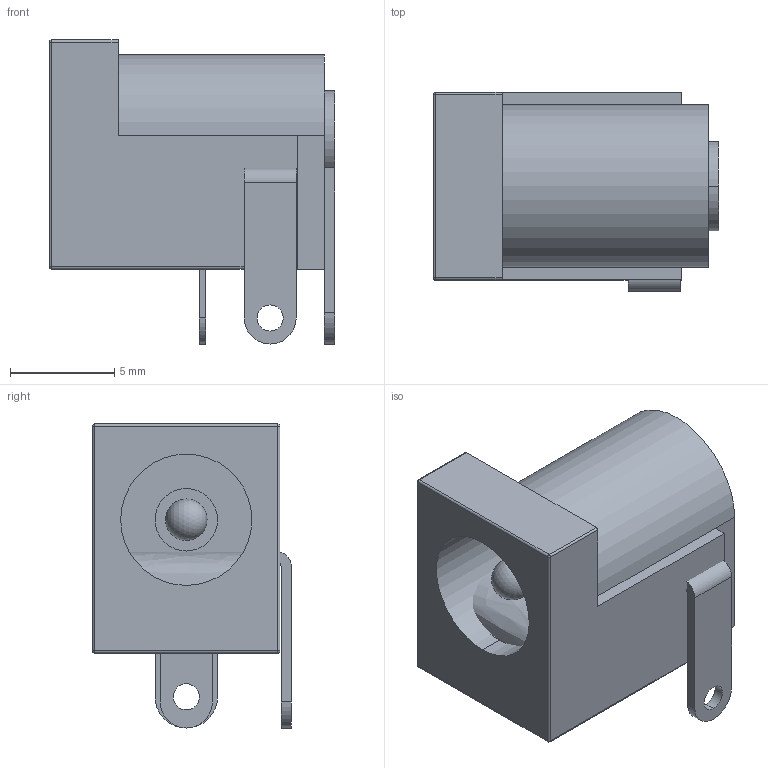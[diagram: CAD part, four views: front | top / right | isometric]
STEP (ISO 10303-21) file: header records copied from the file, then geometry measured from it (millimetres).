
FILE_DESCRIPTION(('FreeCAD Model'),'2;1');
FILE_NAME( 'barrel_jack_horizontal_119.step', '2020-04-12T12:02:16',('Author'),(''), 'Open CASCADE STEP processor 7.3','FreeCAD','Unknown');
FILE_SCHEMA(('AUTOMOTIVE_DESIGN_CC2 { 1 2 10303 214 -1 1 5 4 }'));
Length unit declared in the file: millimetre
Products named in the file (4): Slice.1; Slice.0; _19001; _19
Bounding box: 13.7 x 9.55 x 14.6 mm (x, y, z)
Volume: 902.3 mm3; surface area: 1203.5 mm2
Topology: 4 solids, 4 shells, 77 faces, 191 edges, 121 vertices
Faces by surface type: plane 37, cylinder 33, sphere 5, bspline 2
Entity records: 2463 total; most frequent: CARTESIAN_POINT 514, DIRECTION 405, ORIENTED_EDGE 370, EDGE_CURVE 185, AXIS2_PLACEMENT_3D 148, VERTEX_POINT 121, LINE 109, VECTOR 109
